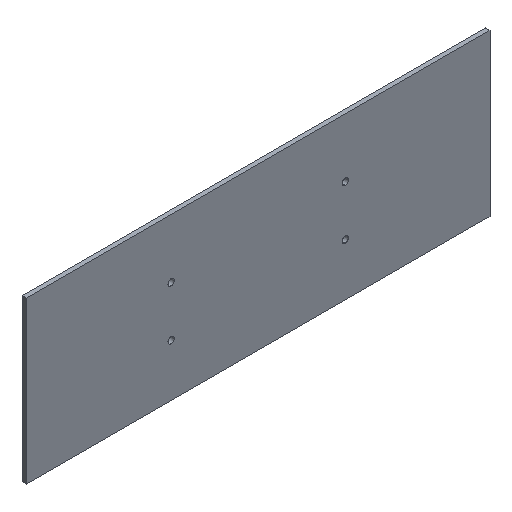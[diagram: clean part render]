
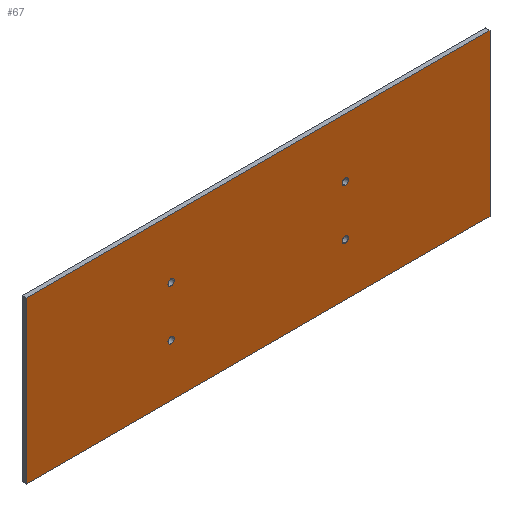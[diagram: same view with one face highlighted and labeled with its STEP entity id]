
A CAD part, isometric view. The second image highlights one B-rep face of the part: STEP entity #67.
In plain terms, the highlighted planar face has unit normal (0, -1, 0).
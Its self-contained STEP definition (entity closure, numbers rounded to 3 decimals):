
#5 = AXIS2_PLACEMENT_3D ( 'NONE', #366, #436, #76 ) ;
#10 = CARTESIAN_POINT ( 'NONE',  ( -106.505, 0., -35.524 ) ) ;
#14 = DIRECTION ( 'NONE',  ( 0., 0., -1. ) ) ;
#20 = CARTESIAN_POINT ( 'NONE',  ( -106.505, 0., 38.496 ) ) ;
#21 = ORIENTED_EDGE ( 'NONE', *, *, #259, .T. ) ;
#35 = VERTEX_POINT ( 'NONE', #41 ) ;
#41 = CARTESIAN_POINT ( 'NONE',  ( -40., 0., -12.95 ) ) ;
#44 = DIRECTION ( 'NONE',  ( 0., 1., 0. ) ) ;
#48 = PLANE ( 'NONE',  #417 ) ;
#51 = ORIENTED_EDGE ( 'NONE', *, *, #478, .F. ) ;
#56 = AXIS2_PLACEMENT_3D ( 'NONE', #306, #512, #104 ) ;
#60 = CARTESIAN_POINT ( 'NONE',  ( -106.505, 0., 38.496 ) ) ;
#61 = VERTEX_POINT ( 'NONE', #287 ) ;
#62 = AXIS2_PLACEMENT_3D ( 'NONE', #326, #44, #255 ) ;
#67 = ADVANCED_FACE ( 'NONE', ( #450, #245, #379, #251, #174 ), #48, .T. ) ;
#76 = DIRECTION ( 'NONE',  ( 0., 0., 1. ) ) ;
#87 = CIRCLE ( 'NONE', #286, 1.45 ) ;
#91 = VECTOR ( 'NONE', #185, 1000. ) ;
#92 = EDGE_LOOP ( 'NONE', ( #51, #171, #383, #533 ) ) ;
#93 = EDGE_CURVE ( 'NONE', #239, #404, #136, .T. ) ;
#98 = ORIENTED_EDGE ( 'NONE', *, *, #361, .T. ) ;
#100 = CIRCLE ( 'NONE', #390, 1.45 ) ;
#104 = DIRECTION ( 'NONE',  ( 0., 0., 1. ) ) ;
#107 = VERTEX_POINT ( 'NONE', #479 ) ;
#127 = CARTESIAN_POINT ( 'NONE',  ( 40., 0., 11.5 ) ) ;
#129 = EDGE_CURVE ( 'NONE', #35, #253, #132, .T. ) ;
#131 = CARTESIAN_POINT ( 'NONE',  ( -40., 0., 12.95 ) ) ;
#132 = CIRCLE ( 'NONE', #5, 1.45 ) ;
#133 = ORIENTED_EDGE ( 'NONE', *, *, #263, .T. ) ;
#135 = CARTESIAN_POINT ( 'NONE',  ( -106.505, 0., 38.496 ) ) ;
#136 = LINE ( 'NONE', #299, #186 ) ;
#140 = LINE ( 'NONE', #223, #357 ) ;
#141 = CIRCLE ( 'NONE', #62, 1.45 ) ;
#142 = ORIENTED_EDGE ( 'NONE', *, *, #129, .T. ) ;
#144 = EDGE_LOOP ( 'NONE', ( #133, #491 ) ) ;
#150 = CIRCLE ( 'NONE', #475, 1.45 ) ;
#155 = ORIENTED_EDGE ( 'NONE', *, *, #507, .T. ) ;
#156 = DIRECTION ( 'NONE',  ( 0., 0., 1. ) ) ;
#159 = DIRECTION ( 'NONE',  ( 0., 0., 1. ) ) ;
#165 = CIRCLE ( 'NONE', #56, 1.45 ) ;
#171 = ORIENTED_EDGE ( 'NONE', *, *, #414, .F. ) ;
#174 = FACE_BOUND ( 'NONE', #338, .T. ) ;
#180 = CARTESIAN_POINT ( 'NONE',  ( 106.505, 0., 38.496 ) ) ;
#185 = DIRECTION ( 'NONE',  ( 0., 0., 1. ) ) ;
#186 = VECTOR ( 'NONE', #461, 1000. ) ;
#187 = EDGE_CURVE ( 'NONE', #211, #332, #474, .T. ) ;
#189 = VERTEX_POINT ( 'NONE', #275 ) ;
#203 = CARTESIAN_POINT ( 'NONE',  ( -40., 0., 10.05 ) ) ;
#209 = CARTESIAN_POINT ( 'NONE',  ( 0., 0., 0. ) ) ;
#211 = VERTEX_POINT ( 'NONE', #203 ) ;
#215 = DIRECTION ( 'NONE',  ( 0., 0., -1. ) ) ;
#223 = CARTESIAN_POINT ( 'NONE',  ( 106.505, 0., 38.496 ) ) ;
#239 = VERTEX_POINT ( 'NONE', #243 ) ;
#243 = CARTESIAN_POINT ( 'NONE',  ( 106.505, 0., -35.524 ) ) ;
#245 = FACE_BOUND ( 'NONE', #489, .T. ) ;
#250 = LINE ( 'NONE', #135, #518 ) ;
#251 = FACE_BOUND ( 'NONE', #428, .T. ) ;
#252 = DIRECTION ( 'NONE',  ( 0., 0., -1. ) ) ;
#253 = VERTEX_POINT ( 'NONE', #406 ) ;
#255 = DIRECTION ( 'NONE',  ( 0., 0., -1. ) ) ;
#259 = EDGE_CURVE ( 'NONE', #253, #35, #355, .T. ) ;
#261 = CARTESIAN_POINT ( 'NONE',  ( 40., 0., -11.5 ) ) ;
#262 = VERTEX_POINT ( 'NONE', #395 ) ;
#263 = EDGE_CURVE ( 'NONE', #262, #189, #100, .T. ) ;
#275 = CARTESIAN_POINT ( 'NONE',  ( 40., 0., 12.95 ) ) ;
#286 = AXIS2_PLACEMENT_3D ( 'NONE', #419, #455, #252 ) ;
#287 = CARTESIAN_POINT ( 'NONE',  ( 40., 0., -12.95 ) ) ;
#297 = DIRECTION ( 'NONE',  ( 1., 0., 0. ) ) ;
#299 = CARTESIAN_POINT ( 'NONE',  ( -106.505, 0., -35.524 ) ) ;
#306 = CARTESIAN_POINT ( 'NONE',  ( -40., 0., 11.5 ) ) ;
#314 = EDGE_CURVE ( 'NONE', #189, #262, #87, .T. ) ;
#319 = DIRECTION ( 'NONE',  ( 0., 1., 0. ) ) ;
#326 = CARTESIAN_POINT ( 'NONE',  ( 40., 0., -11.5 ) ) ;
#332 = VERTEX_POINT ( 'NONE', #131 ) ;
#336 = DIRECTION ( 'NONE',  ( 0., -1., 0. ) ) ;
#338 = EDGE_LOOP ( 'NONE', ( #98, #155 ) ) ;
#339 = AXIS2_PLACEMENT_3D ( 'NONE', #532, #447, #159 ) ;
#355 = CIRCLE ( 'NONE', #339, 1.45 ) ;
#357 = VECTOR ( 'NONE', #386, 1000. ) ;
#361 = EDGE_CURVE ( 'NONE', #61, #107, #141, .T. ) ;
#366 = CARTESIAN_POINT ( 'NONE',  ( -40., 0., -11.5 ) ) ;
#379 = FACE_OUTER_BOUND ( 'NONE', #92, .T. ) ;
#383 = ORIENTED_EDGE ( 'NONE', *, *, #429, .F. ) ;
#386 = DIRECTION ( 'NONE',  ( 0., 0., -1. ) ) ;
#390 = AXIS2_PLACEMENT_3D ( 'NONE', #127, #451, #215 ) ;
#395 = CARTESIAN_POINT ( 'NONE',  ( 40., 0., 10.05 ) ) ;
#404 = VERTEX_POINT ( 'NONE', #10 ) ;
#406 = CARTESIAN_POINT ( 'NONE',  ( -40., 0., -10.05 ) ) ;
#414 = EDGE_CURVE ( 'NONE', #513, #494, #250, .T. ) ;
#417 = AXIS2_PLACEMENT_3D ( 'NONE', #209, #336, #499 ) ;
#419 = CARTESIAN_POINT ( 'NONE',  ( 40., 0., 11.5 ) ) ;
#420 = ORIENTED_EDGE ( 'NONE', *, *, #187, .T. ) ;
#422 = LINE ( 'NONE', #20, #91 ) ;
#426 = AXIS2_PLACEMENT_3D ( 'NONE', #481, #319, #156 ) ;
#428 = EDGE_LOOP ( 'NONE', ( #420, #431 ) ) ;
#429 = EDGE_CURVE ( 'NONE', #404, #513, #422, .T. ) ;
#431 = ORIENTED_EDGE ( 'NONE', *, *, #433, .T. ) ;
#433 = EDGE_CURVE ( 'NONE', #332, #211, #165, .T. ) ;
#436 = DIRECTION ( 'NONE',  ( 0., 1., 0. ) ) ;
#447 = DIRECTION ( 'NONE',  ( 0., 1., 0. ) ) ;
#450 = FACE_BOUND ( 'NONE', #144, .T. ) ;
#451 = DIRECTION ( 'NONE',  ( 0., 1., 0. ) ) ;
#455 = DIRECTION ( 'NONE',  ( 0., 1., 0. ) ) ;
#461 = DIRECTION ( 'NONE',  ( -1., 0., 0. ) ) ;
#474 = CIRCLE ( 'NONE', #426, 1.45 ) ;
#475 = AXIS2_PLACEMENT_3D ( 'NONE', #261, #505, #14 ) ;
#478 = EDGE_CURVE ( 'NONE', #494, #239, #140, .T. ) ;
#479 = CARTESIAN_POINT ( 'NONE',  ( 40., 0., -10.05 ) ) ;
#481 = CARTESIAN_POINT ( 'NONE',  ( -40., 0., 11.5 ) ) ;
#489 = EDGE_LOOP ( 'NONE', ( #142, #21 ) ) ;
#491 = ORIENTED_EDGE ( 'NONE', *, *, #314, .T. ) ;
#494 = VERTEX_POINT ( 'NONE', #180 ) ;
#499 = DIRECTION ( 'NONE',  ( 0., 0., -1. ) ) ;
#505 = DIRECTION ( 'NONE',  ( 0., 1., 0. ) ) ;
#507 = EDGE_CURVE ( 'NONE', #107, #61, #150, .T. ) ;
#512 = DIRECTION ( 'NONE',  ( 0., 1., 0. ) ) ;
#513 = VERTEX_POINT ( 'NONE', #60 ) ;
#518 = VECTOR ( 'NONE', #297, 1000. ) ;
#532 = CARTESIAN_POINT ( 'NONE',  ( -40., 0., -11.5 ) ) ;
#533 = ORIENTED_EDGE ( 'NONE', *, *, #93, .F. ) ;
